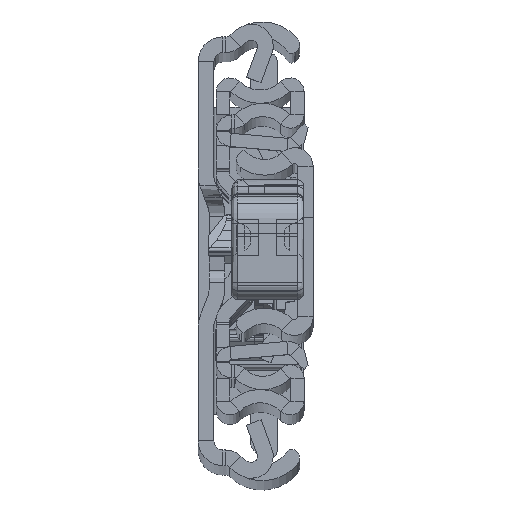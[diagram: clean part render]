
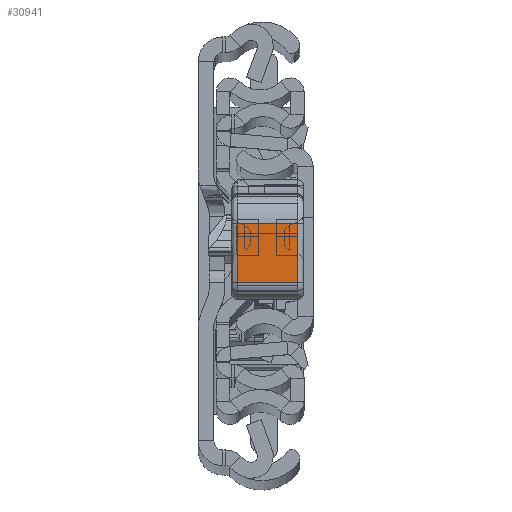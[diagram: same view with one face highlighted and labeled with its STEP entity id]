
A CAD part, top view. The second image highlights one B-rep face of the part: STEP entity #30941.
In plain terms, the highlighted face is planar.
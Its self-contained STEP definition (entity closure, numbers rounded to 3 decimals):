
#32 = DIRECTION ( 'NONE',  ( -1., 0.027, 0. ) ) ;
#3174 = ORIENTED_EDGE ( 'NONE', *, *, #8870, .T. ) ;
#3717 = VERTEX_POINT ( 'NONE', #12374 ) ;
#6982 = EDGE_LOOP ( 'NONE', ( #7621, #20468, #21602, #3174 ) ) ;
#7621 = ORIENTED_EDGE ( 'NONE', *, *, #31163, .T. ) ;
#7815 = EDGE_CURVE ( 'NONE', #10520, #11023, #21673, .T. ) ;
#8787 = EDGE_CURVE ( 'NONE', #11023, #3717, #15749, .T. ) ;
#8870 = EDGE_CURVE ( 'NONE', #3717, #10768, #21013, .T. ) ;
#8893 = VECTOR ( 'NONE', #31891, 1000. ) ;
#9066 = VECTOR ( 'NONE', #15425, 1000. ) ;
#9793 = CARTESIAN_POINT ( 'NONE',  ( 39.55, -12.274, 10. ) ) ;
#10520 = VERTEX_POINT ( 'NONE', #29136 ) ;
#10768 = VERTEX_POINT ( 'NONE', #9793 ) ;
#11023 = VERTEX_POINT ( 'NONE', #13005 ) ;
#11341 = DIRECTION ( 'NONE',  ( 0.027, 1., 0. ) ) ;
#11363 = CARTESIAN_POINT ( 'NONE',  ( 39.55, -12.274, 11. ) ) ;
#12374 = CARTESIAN_POINT ( 'NONE',  ( 39.818, -2.465, 10. ) ) ;
#13005 = CARTESIAN_POINT ( 'NONE',  ( 39.818, -2.465, 0. ) ) ;
#15365 = AXIS2_PLACEMENT_3D ( 'NONE', #30853, #32, #28820 ) ;
#15425 = DIRECTION ( 'NONE',  ( 0., 0., 1. ) ) ;
#15749 = LINE ( 'NONE', #18299, #9066 ) ;
#18299 = CARTESIAN_POINT ( 'NONE',  ( 39.818, -2.465, 11. ) ) ;
#18315 = VECTOR ( 'NONE', #11341, 1000. ) ;
#18483 = PLANE ( 'NONE',  #15365 ) ;
#18650 = FACE_OUTER_BOUND ( 'NONE', #6982, .T. ) ;
#19132 = CARTESIAN_POINT ( 'NONE',  ( 39.55, -12.274, 0. ) ) ;
#20468 = ORIENTED_EDGE ( 'NONE', *, *, #7815, .T. ) ;
#21013 = LINE ( 'NONE', #28801, #23158 ) ;
#21537 = LINE ( 'NONE', #11363, #8893 ) ;
#21602 = ORIENTED_EDGE ( 'NONE', *, *, #8787, .T. ) ;
#21673 = LINE ( 'NONE', #19132, #18315 ) ;
#23158 = VECTOR ( 'NONE', #28117, 1000. ) ;
#28117 = DIRECTION ( 'NONE',  ( -0.027, -1., 0. ) ) ;
#28801 = CARTESIAN_POINT ( 'NONE',  ( 39.55, -12.274, 10. ) ) ;
#28820 = DIRECTION ( 'NONE',  ( -0.027, -1., 0. ) ) ;
#29136 = CARTESIAN_POINT ( 'NONE',  ( 39.55, -12.274, 0. ) ) ;
#30853 = CARTESIAN_POINT ( 'NONE',  ( 39.55, -12.274, 11. ) ) ;
#30941 = ADVANCED_FACE ( 'NONE', ( #18650 ), #18483, .F. ) ;
#31163 = EDGE_CURVE ( 'NONE', #10768, #10520, #21537, .T. ) ;
#31891 = DIRECTION ( 'NONE',  ( 0., 0., -1. ) ) ;
